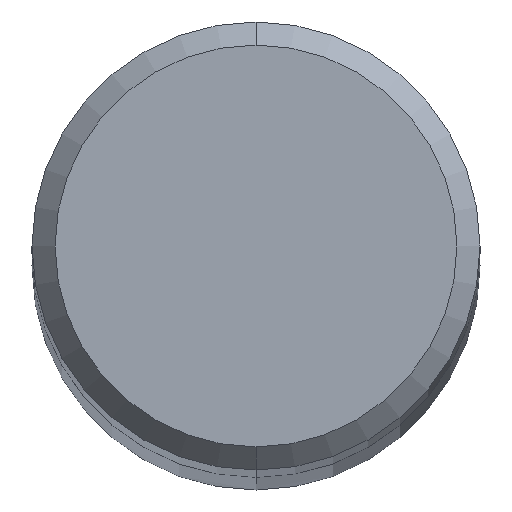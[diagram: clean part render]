
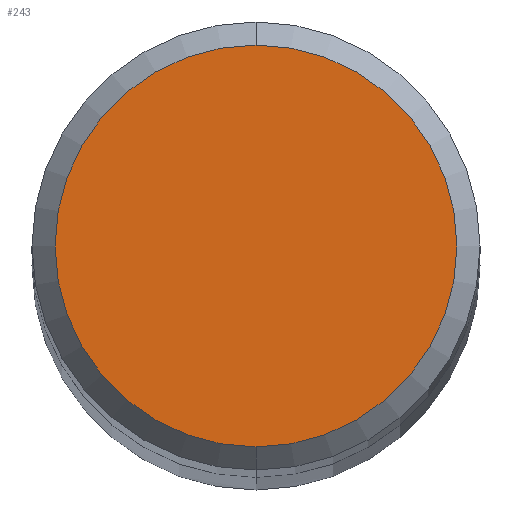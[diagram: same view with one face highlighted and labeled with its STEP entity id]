
A CAD part, top view. The second image highlights one B-rep face of the part: STEP entity #243.
In plain terms, the highlighted planar face has unit normal (0, 0, 1).
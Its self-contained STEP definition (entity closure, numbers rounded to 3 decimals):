
#193=VERTEX_POINT('',#455);
#213=EDGE_CURVE('',#193,#285,#475,.T.);
#243=ADVANCED_FACE('',(#507),#508,.T.);
#285=VERTEX_POINT('',#555);
#317=EDGE_CURVE('',#285,#193,#588,.T.);
#455=CARTESIAN_POINT('',(0.,-4.35,88.0));
#475=CIRCLE('',#797,4.35);
#507=FACE_OUTER_BOUND('',#896,.T.);
#508=PLANE('',#897);
#555=CARTESIAN_POINT('',(0.0,4.35,88.0));
#588=CIRCLE('',#1097,4.35);
#797=AXIS2_PLACEMENT_3D('',#1334,#1335,#1336);
#896=EDGE_LOOP('',(#1363,#1364));
#897=AXIS2_PLACEMENT_3D('',#1365,#1366,#1367);
#1097=AXIS2_PLACEMENT_3D('',#1451,#1452,#1453);
#1334=CARTESIAN_POINT('',(0.0,0.0,88.0));
#1335=DIRECTION('',(0.0,0.0,-1.0));
#1336=DIRECTION('',(0.0,1.0,0.0));
#1363=ORIENTED_EDGE('',*,*,#317,.F.);
#1364=ORIENTED_EDGE('',*,*,#213,.F.);
#1365=CARTESIAN_POINT('',(0.0,2.175,88.0));
#1366=DIRECTION('',(0.0,0.0,1.0));
#1367=DIRECTION('',(0.0,-1.0,0.0));
#1451=CARTESIAN_POINT('',(0.0,0.0,88.0));
#1452=DIRECTION('',(0.0,0.0,-1.0));
#1453=DIRECTION('',(0.0,1.0,0.0));
